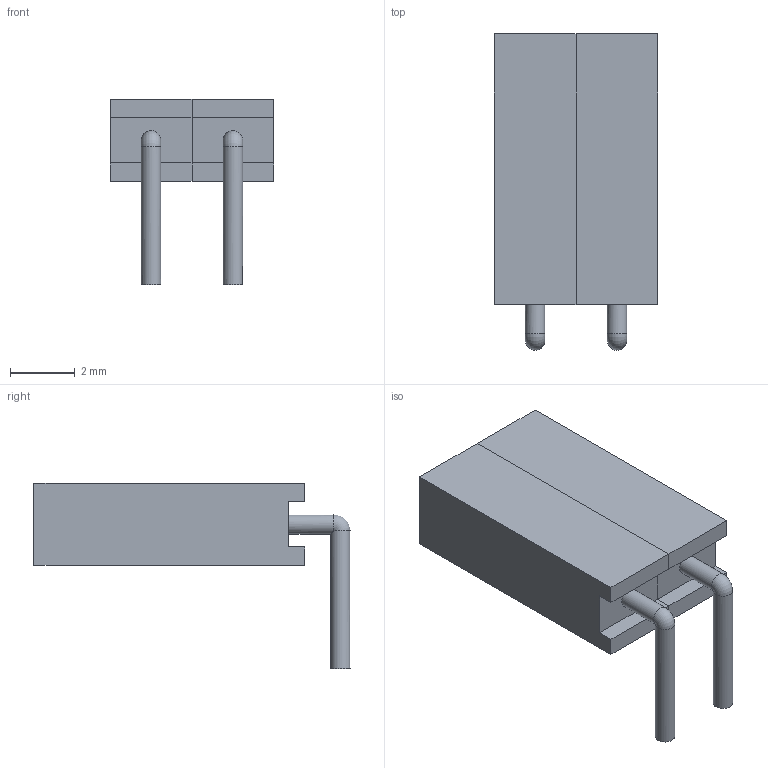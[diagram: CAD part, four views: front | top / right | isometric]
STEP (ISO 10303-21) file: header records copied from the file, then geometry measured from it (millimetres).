
FILE_DESCRIPTION(('STEP AP214'), '1');
FILE_NAME('栖闉罻', '2016-01-15T12:37:02', ('UNSPECIFIED'), ('UNSPECIFIED'), 'ASCON STEP Converter 1.3', 'ASCON Math Kernel', '');
FILE_SCHEMA(('AUTOMOTIVE_DESIGN { 1 0 10303 214 3 1 1}'));
Length unit declared in the file: millimetre
Assembly tree (2 placements, depth 2):
  (unnamed)
    (unnamed)  x2
Bounding box: 5.08 x 9.8 x 5.74 mm (x, y, z)
Volume: 102.1 mm3; surface area: 265.8 mm2
Topology: 2 solids, 2 shells, 150 faces, 394 edges, 256 vertices
Faces by surface type: plane 96, cylinder 52, torus 2
Full cylindrical faces by diameter (mm): 0.6 x4
Entity records: 3002 total; most frequent: CARTESIAN_POINT 402, DIRECTION 400, ORIENTED_EDGE 386, EDGE_CURVE 193, LINE 140, VECTOR 140, AXIS2_PLACEMENT_3D 130, VERTEX_POINT 128
